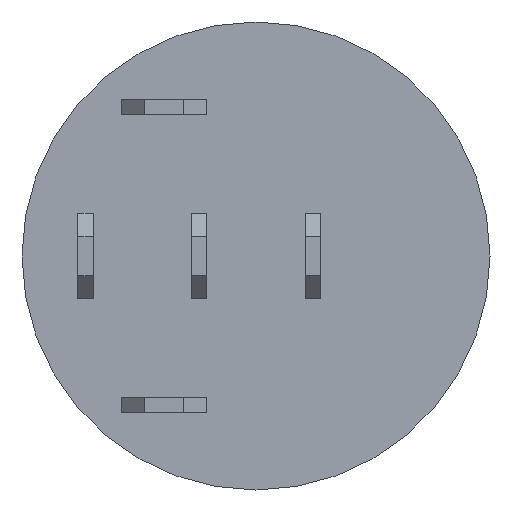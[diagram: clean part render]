
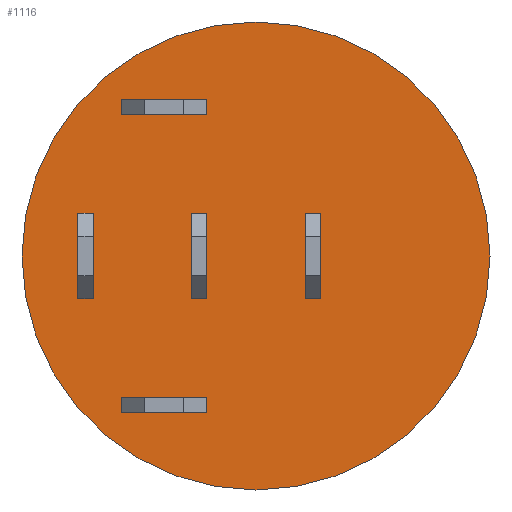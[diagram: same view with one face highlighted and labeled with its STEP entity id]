
A CAD part, front view. The second image highlights one B-rep face of the part: STEP entity #1116.
In plain terms, the highlighted planar face has unit normal (0, -1, 0).
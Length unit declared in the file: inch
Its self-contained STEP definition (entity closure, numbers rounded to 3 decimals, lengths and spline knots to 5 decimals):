
#35=FACE_BOUND($,#188,.T.);
#36=FACE_BOUND($,#189,.T.);
#37=FACE_BOUND($,#190,.T.);
#38=FACE_BOUND($,#191,.T.);
#39=FACE_BOUND($,#192,.T.);
#40=FACE_BOUND($,#193,.T.);
#62=CIRCLE($,#1197,0.29996);
#188=EDGE_LOOP($,(#991,#992,#993,#994));
#189=EDGE_LOOP($,(#995,#996,#997,#998));
#190=EDGE_LOOP($,(#999,#1000,#1001,#1002));
#191=EDGE_LOOP($,(#1003,#1004,#1005,#1006));
#192=EDGE_LOOP($,(#1007,#1008,#1009,#1010));
#193=EDGE_LOOP($,(#1011));
#194=LINE($,#1496,#324);
#198=LINE($,#1504,#328);
#211=LINE($,#1538,#341);
#219=LINE($,#1553,#349);
#220=LINE($,#1557,#350);
#224=LINE($,#1565,#354);
#237=LINE($,#1599,#367);
#245=LINE($,#1614,#375);
#246=LINE($,#1618,#376);
#250=LINE($,#1626,#380);
#263=LINE($,#1660,#393);
#271=LINE($,#1675,#401);
#272=LINE($,#1679,#402);
#276=LINE($,#1687,#406);
#289=LINE($,#1721,#419);
#297=LINE($,#1736,#427);
#298=LINE($,#1740,#428);
#302=LINE($,#1748,#432);
#315=LINE($,#1782,#445);
#323=LINE($,#1797,#453);
#324=VECTOR($,#1204,0.02);
#328=VECTOR($,#1210,0.11);
#341=VECTOR($,#1241,0.02);
#349=VECTOR($,#1257,0.11);
#350=VECTOR($,#1260,0.02);
#354=VECTOR($,#1266,0.11);
#367=VECTOR($,#1297,0.02);
#375=VECTOR($,#1313,0.11);
#376=VECTOR($,#1316,0.02);
#380=VECTOR($,#1322,0.11);
#393=VECTOR($,#1353,0.02);
#401=VECTOR($,#1369,0.11);
#402=VECTOR($,#1372,0.02);
#406=VECTOR($,#1378,0.11);
#419=VECTOR($,#1409,0.02);
#427=VECTOR($,#1425,0.11);
#428=VECTOR($,#1428,0.02);
#432=VECTOR($,#1434,0.11);
#445=VECTOR($,#1465,0.02);
#453=VECTOR($,#1481,0.11);
#454=VERTEX_POINT($,#1494);
#455=VERTEX_POINT($,#1495);
#458=VERTEX_POINT($,#1503);
#470=VERTEX_POINT($,#1537);
#474=VERTEX_POINT($,#1555);
#475=VERTEX_POINT($,#1556);
#478=VERTEX_POINT($,#1564);
#490=VERTEX_POINT($,#1598);
#494=VERTEX_POINT($,#1616);
#495=VERTEX_POINT($,#1617);
#498=VERTEX_POINT($,#1625);
#510=VERTEX_POINT($,#1659);
#514=VERTEX_POINT($,#1677);
#515=VERTEX_POINT($,#1678);
#518=VERTEX_POINT($,#1686);
#530=VERTEX_POINT($,#1720);
#534=VERTEX_POINT($,#1738);
#535=VERTEX_POINT($,#1739);
#538=VERTEX_POINT($,#1747);
#550=VERTEX_POINT($,#1781);
#555=VERTEX_POINT($,#1801);
#556=EDGE_CURVE($,#454,#455,#194,.T.);
#560=EDGE_CURVE($,#458,#454,#198,.T.);
#577=EDGE_CURVE($,#470,#458,#211,.T.);
#585=EDGE_CURVE($,#455,#470,#219,.T.);
#586=EDGE_CURVE($,#474,#475,#220,.T.);
#590=EDGE_CURVE($,#478,#474,#224,.T.);
#607=EDGE_CURVE($,#490,#478,#237,.T.);
#615=EDGE_CURVE($,#475,#490,#245,.T.);
#616=EDGE_CURVE($,#494,#495,#246,.T.);
#620=EDGE_CURVE($,#498,#494,#250,.T.);
#637=EDGE_CURVE($,#510,#498,#263,.T.);
#645=EDGE_CURVE($,#495,#510,#271,.T.);
#646=EDGE_CURVE($,#514,#515,#272,.T.);
#650=EDGE_CURVE($,#518,#514,#276,.T.);
#667=EDGE_CURVE($,#530,#518,#289,.T.);
#675=EDGE_CURVE($,#515,#530,#297,.T.);
#676=EDGE_CURVE($,#534,#535,#298,.T.);
#680=EDGE_CURVE($,#538,#534,#302,.T.);
#697=EDGE_CURVE($,#550,#538,#315,.T.);
#705=EDGE_CURVE($,#535,#550,#323,.T.);
#707=EDGE_CURVE($,#555,#555,#62,.T.);
#991=ORIENTED_EDGE($,*,*,#560,.T.);
#992=ORIENTED_EDGE($,*,*,#556,.T.);
#993=ORIENTED_EDGE($,*,*,#585,.T.);
#994=ORIENTED_EDGE($,*,*,#577,.T.);
#995=ORIENTED_EDGE($,*,*,#590,.T.);
#996=ORIENTED_EDGE($,*,*,#586,.T.);
#997=ORIENTED_EDGE($,*,*,#615,.T.);
#998=ORIENTED_EDGE($,*,*,#607,.T.);
#999=ORIENTED_EDGE($,*,*,#620,.T.);
#1000=ORIENTED_EDGE($,*,*,#616,.T.);
#1001=ORIENTED_EDGE($,*,*,#645,.T.);
#1002=ORIENTED_EDGE($,*,*,#637,.T.);
#1003=ORIENTED_EDGE($,*,*,#650,.T.);
#1004=ORIENTED_EDGE($,*,*,#646,.T.);
#1005=ORIENTED_EDGE($,*,*,#675,.T.);
#1006=ORIENTED_EDGE($,*,*,#667,.T.);
#1007=ORIENTED_EDGE($,*,*,#680,.T.);
#1008=ORIENTED_EDGE($,*,*,#676,.T.);
#1009=ORIENTED_EDGE($,*,*,#705,.T.);
#1010=ORIENTED_EDGE($,*,*,#697,.T.);
#1011=ORIENTED_EDGE($,*,*,#707,.T.);
#1058=PLANE($,#1199);
#1116=ADVANCED_FACE($,(#35,#36,#37,#38,#39,#40),#1058,.T.);
#1197=AXIS2_PLACEMENT_3D($,#1802,#1486,#1487);
#1199=AXIS2_PLACEMENT_3D($,#1804,#1490,#1491);
#1204=DIRECTION($,(0.,0.,1.));
#1210=DIRECTION($,(-1.,0.,0.));
#1241=DIRECTION($,(0.,0.,-1.));
#1257=DIRECTION($,(1.,0.,0.));
#1260=DIRECTION($,(0.,0.,1.));
#1266=DIRECTION($,(-1.,0.,0.));
#1297=DIRECTION($,(0.,0.,-1.));
#1313=DIRECTION($,(1.,0.,0.));
#1316=DIRECTION($,(1.,0.,0.));
#1322=DIRECTION($,(0.,0.,1.));
#1353=DIRECTION($,(-1.,0.,0.));
#1369=DIRECTION($,(0.,0.,-1.));
#1372=DIRECTION($,(1.,0.,0.));
#1378=DIRECTION($,(0.,0.,1.));
#1409=DIRECTION($,(-1.,0.,0.));
#1425=DIRECTION($,(0.,0.,-1.));
#1428=DIRECTION($,(1.,0.,0.));
#1434=DIRECTION($,(0.,0.,1.));
#1465=DIRECTION($,(-1.,0.,0.));
#1481=DIRECTION($,(0.,0.,-1.));
#1486=DIRECTION('center_axis',(0.,-1.,0.));
#1487=DIRECTION('ref_axis',(-1.,0.,0.));
#1490=DIRECTION('center_axis',(0.,-1.,0.));
#1491=DIRECTION('ref_axis',(0.,0.,-1.));
#1494=CARTESIAN_POINT('',(-0.173,0.02,-0.201));
#1495=CARTESIAN_POINT('',(-0.173,0.02,-0.181));
#1496=CARTESIAN_POINT($,(-0.173,0.02,-0.0955));
#1503=CARTESIAN_POINT('',(-0.063,0.02,-0.201));
#1504=CARTESIAN_POINT($,(-0.059,0.02,-0.201));
#1537=CARTESIAN_POINT('',(-0.063,0.02,-0.181));
#1538=CARTESIAN_POINT($,(-0.063,0.02,-0.0955));
#1553=CARTESIAN_POINT($,(-0.059,0.02,-0.181));
#1555=CARTESIAN_POINT('',(-0.173,0.02,0.181));
#1556=CARTESIAN_POINT('',(-0.173,0.02,0.201));
#1557=CARTESIAN_POINT($,(-0.173,0.02,0.0955));
#1564=CARTESIAN_POINT('',(-0.063,0.02,0.181));
#1565=CARTESIAN_POINT($,(-0.059,0.02,0.181));
#1598=CARTESIAN_POINT('',(-0.063,0.02,0.201));
#1599=CARTESIAN_POINT($,(-0.063,0.02,0.0955));
#1614=CARTESIAN_POINT($,(-0.059,0.02,0.201));
#1616=CARTESIAN_POINT('',(-0.2285,0.02,0.055));
#1617=CARTESIAN_POINT('',(-0.2085,0.02,0.055));
#1618=CARTESIAN_POINT($,(-0.10925,0.02,0.055));
#1625=CARTESIAN_POINT('',(-0.2285,0.02,-0.055));
#1626=CARTESIAN_POINT($,(-0.2285,0.02,0.));
#1659=CARTESIAN_POINT('',(-0.2085,0.02,-0.055));
#1660=CARTESIAN_POINT($,(-0.10925,0.02,-0.055));
#1675=CARTESIAN_POINT($,(-0.2085,0.02,0.));
#1677=CARTESIAN_POINT('',(-0.083,0.02,0.055));
#1678=CARTESIAN_POINT('',(-0.063,0.02,0.055));
#1679=CARTESIAN_POINT($,(-0.0365,0.02,0.055));
#1686=CARTESIAN_POINT('',(-0.083,0.02,-0.055));
#1687=CARTESIAN_POINT($,(-0.083,0.02,0.));
#1720=CARTESIAN_POINT('',(-0.063,0.02,-0.055));
#1721=CARTESIAN_POINT($,(-0.0365,0.02,-0.055));
#1736=CARTESIAN_POINT($,(-0.063,0.02,0.));
#1738=CARTESIAN_POINT('',(0.063,0.02,0.055));
#1739=CARTESIAN_POINT('',(0.083,0.02,0.055));
#1740=CARTESIAN_POINT($,(0.0365,0.02,0.055));
#1747=CARTESIAN_POINT('',(0.063,0.02,-0.055));
#1748=CARTESIAN_POINT($,(0.063,0.02,0.));
#1781=CARTESIAN_POINT('',(0.083,0.02,-0.055));
#1782=CARTESIAN_POINT($,(0.0365,0.02,-0.055));
#1797=CARTESIAN_POINT($,(0.083,0.02,0.));
#1801=CARTESIAN_POINT('',(0.29996,0.02,0.));
#1802=CARTESIAN_POINT('Origin',(0.,0.02,0.));
#1804=CARTESIAN_POINT('Origin',(0.,0.02,0.));
